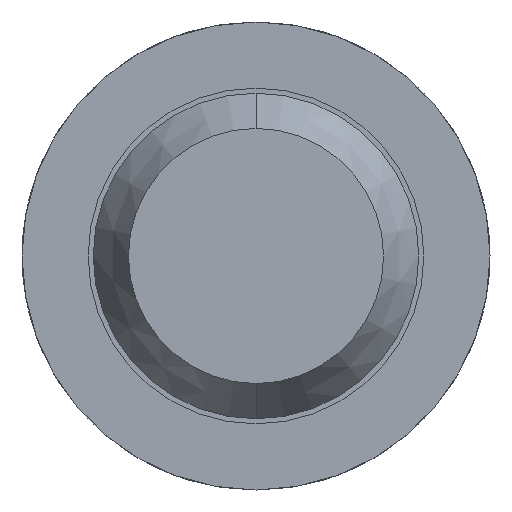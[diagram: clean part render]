
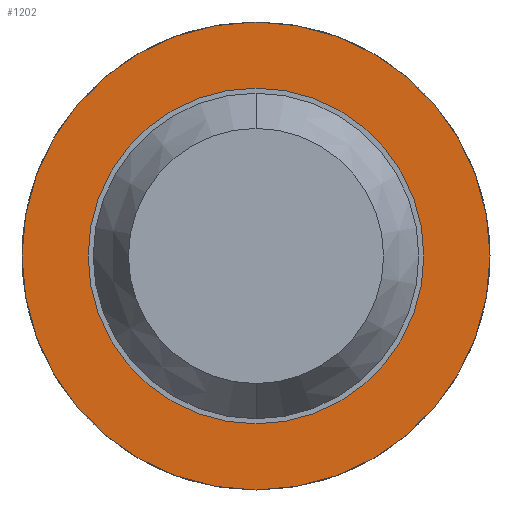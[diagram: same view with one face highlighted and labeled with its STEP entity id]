
A CAD part, front view. The second image highlights one B-rep face of the part: STEP entity #1202.
In plain terms, the highlighted planar face has unit normal (0, -1, 0).
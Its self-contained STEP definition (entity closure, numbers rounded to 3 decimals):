
#6 = CARTESIAN_POINT ( 'NONE',  ( 0., -1.7, 0.825 ) ) ;
#28 = CIRCLE ( 'NONE', #3827, 1.15 ) ;
#177 = ORIENTED_EDGE ( 'NONE', *, *, #3745, .T. ) ;
#184 = DIRECTION ( 'NONE',  ( 0., 1., 0. ) ) ;
#197 = DIRECTION ( 'NONE',  ( 0., 0., 1. ) ) ;
#250 = DIRECTION ( 'NONE',  ( 0., 1., 0. ) ) ;
#280 = CARTESIAN_POINT ( 'NONE',  ( 0., -1.7, 0. ) ) ;
#435 = CIRCLE ( 'NONE', #2292, 1.15 ) ;
#708 = ORIENTED_EDGE ( 'NONE', *, *, #3620, .T. ) ;
#734 = CIRCLE ( 'NONE', #1849, 0.825 ) ;
#812 = FACE_OUTER_BOUND ( 'NONE', #4654, .T. ) ;
#938 = VERTEX_POINT ( 'NONE', #1784 ) ;
#1170 = FACE_BOUND ( 'NONE', #1958, .T. ) ;
#1187 = DIRECTION ( 'NONE',  ( 0., 0., 1. ) ) ;
#1202 = ADVANCED_FACE ( 'Defeature ausgef�hrt3_14', ( #812, #1170 ), #3603, .F. ) ;
#1735 = DIRECTION ( 'NONE',  ( 0., 1., 0. ) ) ;
#1757 = VERTEX_POINT ( 'NONE', #3206 ) ;
#1784 = CARTESIAN_POINT ( 'NONE',  ( 0., -1.7, -1.15 ) ) ;
#1849 = AXIS2_PLACEMENT_3D ( 'NONE', #280, #3032, #1865 ) ;
#1865 = DIRECTION ( 'NONE',  ( 0., 0., 1. ) ) ;
#1931 = CIRCLE ( 'NONE', #2046, 0.825 ) ;
#1958 = EDGE_LOOP ( 'NONE', ( #177, #708 ) ) ;
#2001 = DIRECTION ( 'NONE',  ( 0., 1., 0. ) ) ;
#2022 = ORIENTED_EDGE ( 'NONE', *, *, #3190, .F. ) ;
#2046 = AXIS2_PLACEMENT_3D ( 'NONE', #4645, #184, #197 ) ;
#2180 = VERTEX_POINT ( 'NONE', #6 ) ;
#2246 = VERTEX_POINT ( 'NONE', #3077 ) ;
#2292 = AXIS2_PLACEMENT_3D ( 'NONE', #3961, #1735, #4329 ) ;
#2351 = CARTESIAN_POINT ( 'NONE',  ( 0., -1.7, 0. ) ) ;
#2869 = DIRECTION ( 'NONE',  ( 0., 0., 1. ) ) ;
#3032 = DIRECTION ( 'NONE',  ( 0., 1., 0. ) ) ;
#3077 = CARTESIAN_POINT ( 'NONE',  ( 0., -1.7, 1.15 ) ) ;
#3190 = EDGE_CURVE ( 'Defeature ausgef�hrt3_10+Defeature ausgef�hrt3_14+Defeature ausgef�hrt3_14+Defeature ausgef�hrt3_14', #2246, #938, #28, .T. ) ;
#3206 = CARTESIAN_POINT ( 'NONE',  ( 0., -1.7, -0.825 ) ) ;
#3603 = PLANE ( 'NONE',  #3713 ) ;
#3620 = EDGE_CURVE ( 'Defeature ausgef�hrt3_14+Defeature ausgef�hrt3_13+Defeature ausgef�hrt3_13+Defeature ausgef�hrt3_13', #1757, #2180, #1931, .T. ) ;
#3713 = AXIS2_PLACEMENT_3D ( 'NONE', #4689, #250, #2869 ) ;
#3745 = EDGE_CURVE ( 'Defeature ausgef�hrt3_14+Defeature ausgef�hrt3_13+Defeature ausgef�hrt3_13+Defeature ausgef�hrt3_13', #2180, #1757, #734, .T. ) ;
#3827 = AXIS2_PLACEMENT_3D ( 'NONE', #2351, #2001, #1187 ) ;
#3961 = CARTESIAN_POINT ( 'NONE',  ( 0., -1.7, 0. ) ) ;
#4116 = EDGE_CURVE ( 'Defeature ausgef�hrt3_10+Defeature ausgef�hrt3_14+Defeature ausgef�hrt3_14+Defeature ausgef�hrt3_14', #938, #2246, #435, .T. ) ;
#4329 = DIRECTION ( 'NONE',  ( 0., 0., 1. ) ) ;
#4369 = ORIENTED_EDGE ( 'NONE', *, *, #4116, .F. ) ;
#4645 = CARTESIAN_POINT ( 'NONE',  ( 0., -1.7, 0. ) ) ;
#4654 = EDGE_LOOP ( 'NONE', ( #2022, #4369 ) ) ;
#4689 = CARTESIAN_POINT ( 'NONE',  ( 0.825, -1.7, 0. ) ) ;
